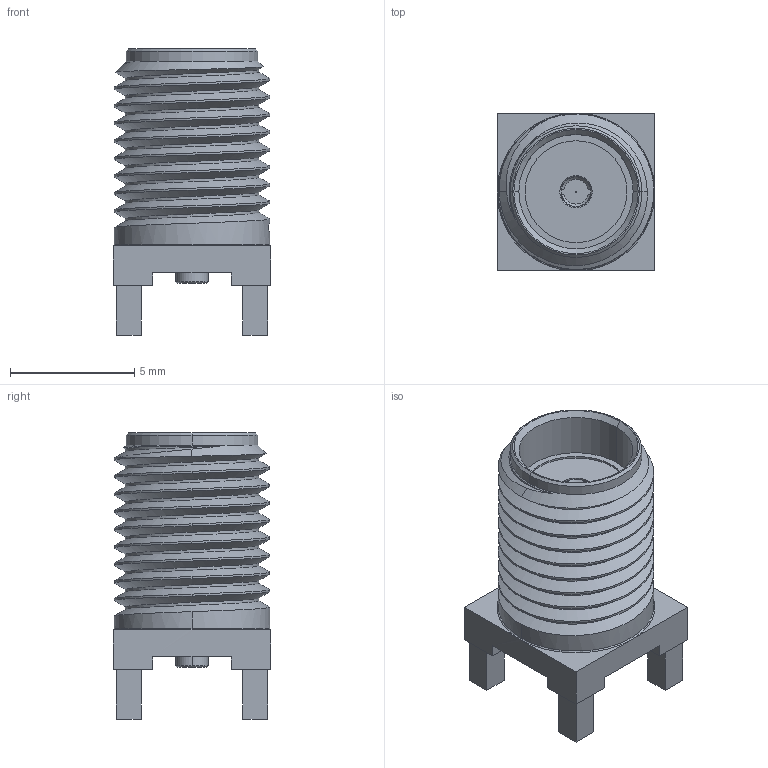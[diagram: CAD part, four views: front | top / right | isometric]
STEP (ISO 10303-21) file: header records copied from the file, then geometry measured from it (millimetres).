
FILE_DESCRIPTION (( 'STEP AP214' ), '1' );
FILE_NAME ('30-453-1-D3.STEP', '2024-09-17T08:11:27', ( '' ), ( '' ), 'SwSTEP 2.0', 'SolidWorks 2024', '' );
FILE_SCHEMA (( 'AUTOMOTIVE_DESIGN' ));
Length unit declared in the file: millimetre
Products named in the file (1): 30-453-1-D3
Bounding box: 6.35 x 6.35 x 11.53 mm (x, y, z)
Surface area: 522.1 mm2 (no closed solid volume)
Topology: 0 solids, 5 shells, 105 faces, 283 edges, 190 vertices
Faces by surface type: plane 56, cylinder 31, cone 13, bspline 3, torus 2
Entity records: 4507 total; most frequent: CARTESIAN_POINT 2009, ORIENTED_EDGE 534, DIRECTION 475, EDGE_CURVE 283, VERTEX_POINT 190, VECTOR 163, LINE 163, AXIS2_PLACEMENT_3D 156
